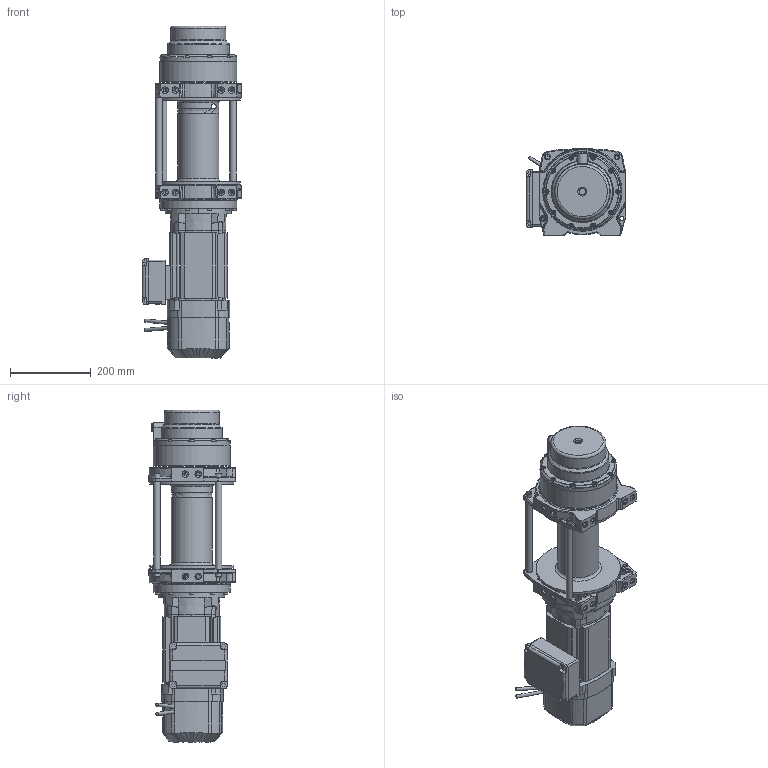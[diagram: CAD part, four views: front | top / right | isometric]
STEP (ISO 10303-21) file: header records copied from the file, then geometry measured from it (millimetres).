
FILE_DESCRIPTION(/* description */ (''),/* implementation_level */ '2;1');
FILE_NAME(/* name */ 'AC3HG5-01.stp',/* time_stamp */ '2017-12-13T09:58:31-08:00',/* author */ ('kevin'),/* organization */ (''),/* preprocessor_version */ 'ST-DEVELOPER v16.5',/* originating_system */ 'Autodesk Inventor 2017',/* authorisation */ '');
FILE_SCHEMA (('AUTOMOTIVE_DESIGN { 1 0 10303 214 3 1 1 }'));
Products named in the file (1): AC3HG5_Shrinkwrap_1
Bounding box: 245.69 x 214.7 x 823.73 mm (x, y, z)
Surface area: 840210.1 mm2 (no closed solid volume)
Topology: 0 solids, 130 shells, 757 faces, 3952 edges, 3214 vertices
Faces by surface type: plane 301, cylinder 246, cone 88, bspline 77, torus 42, sphere 3
Full cylindrical faces by diameter (mm): 3.683 x2, 7.798 x1, 8 x2, 8.382 x1, 9.525 x20, 10.109 x16, 12.7 x1, 14.275 x6, 15.875 x4, 86.03 x1, 101.6 x4, 136.652 x1, 190.5 x2, 209.296 x2
Entity records: 46127 total; most frequent: CARTESIAN_POINT 15615, DIRECTION 6465, ORIENTED_EDGE 5152, EDGE_CURVE 3778, VERTEX_POINT 3157, AXIS2_PLACEMENT_3D 2659, CIRCLE 1517, LINE 1147
